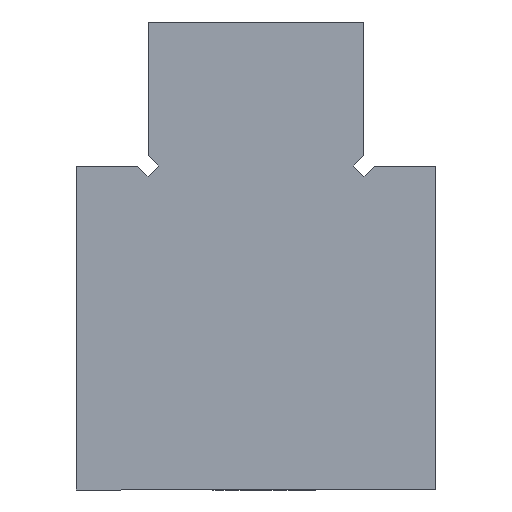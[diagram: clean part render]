
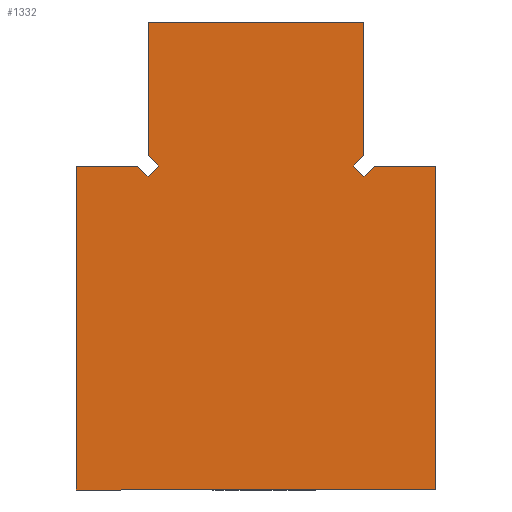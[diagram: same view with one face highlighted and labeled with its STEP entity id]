
A CAD part, left-side view. The second image highlights one B-rep face of the part: STEP entity #1332.
In plain terms, the highlighted planar face has unit normal (-1, 0, 0).
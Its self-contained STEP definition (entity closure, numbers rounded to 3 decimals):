
#1226=EDGE_CURVE('',#3062,#1914,#3530,.T.);
#1322=EDGE_CURVE('',#3000,#3006,#3643,.T.);
#1332=ADVANCED_FACE('',(#3655),#3656,.F.);
#1480=VERTEX_POINT('',#3821);
#1494=VERTEX_POINT('',#3835);
#1522=EDGE_CURVE('',#3066,#2692,#3866,.T.);
#1604=EDGE_CURVE('',#1914,#1758,#3956,.T.);
#1628=VERTEX_POINT('',#3983);
#1656=EDGE_CURVE('',#1494,#2800,#4013,.T.);
#1758=VERTEX_POINT('',#4127);
#1914=VERTEX_POINT('',#4305);
#1924=VERTEX_POINT('',#4317);
#1952=EDGE_CURVE('',#2268,#3062,#4348,.T.);
#2038=EDGE_CURVE('',#1628,#1494,#4447,.T.);
#2268=VERTEX_POINT('',#4708);
#2408=EDGE_CURVE('',#2658,#3066,#4860,.T.);
#2486=EDGE_CURVE('',#1924,#1480,#4946,.T.);
#2658=VERTEX_POINT('',#5132);
#2692=VERTEX_POINT('',#5172);
#2800=VERTEX_POINT('',#5294);
#3000=VERTEX_POINT('',#5532);
#3006=VERTEX_POINT('',#5538);
#3062=VERTEX_POINT('',#5599);
#3066=VERTEX_POINT('',#5604);
#3118=EDGE_CURVE('',#2692,#1628,#5664,.T.);
#3198=EDGE_CURVE('',#1480,#2268,#5751,.T.);
#3230=EDGE_CURVE('',#2800,#3000,#5787,.T.);
#3232=EDGE_CURVE('',#1758,#2658,#5789,.T.);
#3308=EDGE_CURVE('',#3006,#1924,#5871,.T.);
#3530=LINE('',#6122,#6123);
#3643=LINE('',#6270,#6271);
#3655=FACE_OUTER_BOUND('',#6285,.T.);
#3656=PLANE('',#6286);
#3821=CARTESIAN_POINT('',(-14.0,25.0,45.0));
#3835=CARTESIAN_POINT('',(-14.0,-15.0,43.586));
#3866=LINE('',#6564,#6565);
#3956=LINE('',#6684,#6685);
#3983=CARTESIAN_POINT('',(-14.0,-13.586,45.0));
#4013=LINE('',#6759,#6760);
#4127=CARTESIAN_POINT('',(-14.0,15.0,46.414));
#4305=CARTESIAN_POINT('',(-14.0,13.586,45.0));
#4317=CARTESIAN_POINT('',(-14.0,25.0,0.0));
#4348=LINE('',#7182,#7183);
#4447=LINE('',#7309,#7310);
#4708=CARTESIAN_POINT('',(-14.0,16.414,45.0));
#4860=LINE('',#7854,#7855);
#4946=LINE('',#7967,#7968);
#5132=CARTESIAN_POINT('',(-14.0,15.0,65.0));
#5172=CARTESIAN_POINT('',(-14.0,-15.0,46.414));
#5294=CARTESIAN_POINT('',(-14.0,-16.414,45.0));
#5532=CARTESIAN_POINT('',(-14.0,-25.0,45.0));
#5538=CARTESIAN_POINT('',(-14.0,-25.0,0.));
#5599=CARTESIAN_POINT('',(-14.0,15.0,43.586));
#5604=CARTESIAN_POINT('',(-14.0,-15.0,65.0));
#5664=LINE('',#8881,#8882);
#5751=LINE('',#9001,#9002);
#5787=LINE('',#9049,#9050);
#5789=LINE('',#9053,#9054);
#5871=LINE('',#9164,#9165);
#6122=CARTESIAN_POINT('',(-14.0,15.0,43.586));
#6123=VECTOR('',#9467,1.0);
#6270=CARTESIAN_POINT('',(-14.0,-25.0,45.0));
#6271=VECTOR('',#9646,1.0);
#6285=EDGE_LOOP('',(#9657,#9658,#9659,#9660,#9661,#9662,#9663,#9664,#9665,#9666,#9667,#9668,#9669,#9670));
#6286=AXIS2_PLACEMENT_3D('',#9671,#9672,#9673);
#6564=CARTESIAN_POINT('',(-14.0,-15.0,65.0));
#6565=VECTOR('',#9945,1.0);
#6684=CARTESIAN_POINT('',(-14.0,13.586,45.0));
#6685=VECTOR('',#10074,1.0);
#6759=CARTESIAN_POINT('',(-14.0,-15.0,43.586));
#6760=VECTOR('',#10137,1.0);
#7182=CARTESIAN_POINT('',(-14.0,16.414,45.0));
#7183=VECTOR('',#10613,1.0);
#7309=CARTESIAN_POINT('',(-14.0,-13.586,45.0));
#7310=VECTOR('',#10756,1.0);
#7854=CARTESIAN_POINT('',(-14.0,15.0,65.0));
#7855=VECTOR('',#11334,1.0);
#7967=CARTESIAN_POINT('',(-14.0,25.0,0.0));
#7968=VECTOR('',#11436,1.0);
#8881=CARTESIAN_POINT('',(-14.0,-15.0,46.414));
#8882=VECTOR('',#12408,1.0);
#9001=CARTESIAN_POINT('',(-14.0,25.0,45.0));
#9002=VECTOR('',#12518,1.0);
#9049=CARTESIAN_POINT('',(-14.0,-16.414,45.0));
#9050=VECTOR('',#12571,1.0);
#9053=CARTESIAN_POINT('',(-14.0,15.0,46.414));
#9054=VECTOR('',#12572,1.0);
#9164=CARTESIAN_POINT('',(-14.0,-25.0,0.));
#9165=VECTOR('',#12677,1.0);
#9467=DIRECTION('',(0.0,-0.707,0.707));
#9646=DIRECTION('',(0.0,0.0,-1.0));
#9657=ORIENTED_EDGE('',*,*,#2486,.F.);
#9658=ORIENTED_EDGE('',*,*,#3308,.F.);
#9659=ORIENTED_EDGE('',*,*,#1322,.F.);
#9660=ORIENTED_EDGE('',*,*,#3230,.F.);
#9661=ORIENTED_EDGE('',*,*,#1656,.F.);
#9662=ORIENTED_EDGE('',*,*,#2038,.F.);
#9663=ORIENTED_EDGE('',*,*,#3118,.F.);
#9664=ORIENTED_EDGE('',*,*,#1522,.F.);
#9665=ORIENTED_EDGE('',*,*,#2408,.F.);
#9666=ORIENTED_EDGE('',*,*,#3232,.F.);
#9667=ORIENTED_EDGE('',*,*,#1604,.F.);
#9668=ORIENTED_EDGE('',*,*,#1226,.F.);
#9669=ORIENTED_EDGE('',*,*,#1952,.F.);
#9670=ORIENTED_EDGE('',*,*,#3198,.F.);
#9671=CARTESIAN_POINT('',(-14.0,0.,31.123));
#9672=DIRECTION('',(1.0,0.0,0.0));
#9673=DIRECTION('',(0.0,1.0,0.0));
#9945=DIRECTION('',(0.0,0.0,-1.0));
#10074=DIRECTION('',(0.0,0.707,0.707));
#10137=DIRECTION('',(0.0,-0.707,0.707));
#10613=DIRECTION('',(0.0,-0.707,-0.707));
#10756=DIRECTION('',(0.0,-0.707,-0.707));
#11334=DIRECTION('',(0.0,-1.0,0.0));
#11436=DIRECTION('',(0.0,0.0,1.0));
#12408=DIRECTION('',(0.0,0.707,-0.707));
#12518=DIRECTION('',(0.0,-1.0,0.0));
#12571=DIRECTION('',(0.0,-1.0,0.0));
#12572=DIRECTION('',(0.0,0.0,1.0));
#12677=DIRECTION('',(0.0,1.0,0.0));
